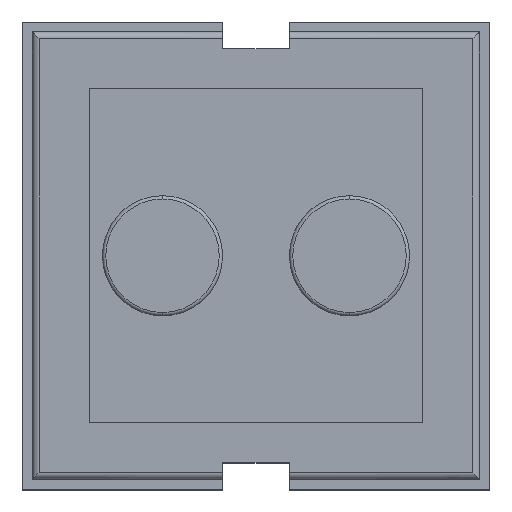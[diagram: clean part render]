
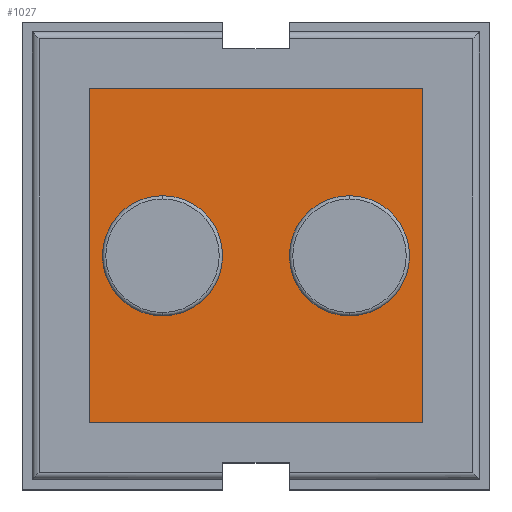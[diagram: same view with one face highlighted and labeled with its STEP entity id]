
A CAD part, top view. The second image highlights one B-rep face of the part: STEP entity #1027.
In plain terms, the highlighted planar face has unit normal (0, 0, 1).
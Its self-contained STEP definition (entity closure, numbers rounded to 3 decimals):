
#24 = VERTEX_POINT('',#25);
#25 = CARTESIAN_POINT('',(-1.4,-0.9,5.5));
#31 = EDGE_CURVE('',#32,#24,#34,.T.);
#32 = VERTEX_POINT('',#33);
#33 = CARTESIAN_POINT('',(-1.4,0.9,5.5));
#34 = CIRCLE('',#35,0.9);
#35 = AXIS2_PLACEMENT_3D('',#36,#37,#38);
#36 = CARTESIAN_POINT('',(-1.4,0.,5.5));
#37 = DIRECTION('',(-0.,0.,1.));
#38 = DIRECTION('',(0.,-1.,0.));
#66 = VERTEX_POINT('',#67);
#67 = CARTESIAN_POINT('',(1.4,-0.9,5.5));
#73 = EDGE_CURVE('',#74,#66,#76,.T.);
#74 = VERTEX_POINT('',#75);
#75 = CARTESIAN_POINT('',(1.4,0.9,5.5));
#76 = CIRCLE('',#77,0.9);
#77 = AXIS2_PLACEMENT_3D('',#78,#79,#80);
#78 = CARTESIAN_POINT('',(1.4,0.,5.5));
#79 = DIRECTION('',(-0.,0.,1.));
#80 = DIRECTION('',(0.,-1.,0.));
#1027 = ADVANCED_FACE('',(#1028,#1038,#1048),#1082,.T.);
#1028 = FACE_BOUND('',#1029,.T.);
#1029 = EDGE_LOOP('',(#1030,#1037));
#1030 = ORIENTED_EDGE('',*,*,#1031,.F.);
#1031 = EDGE_CURVE('',#24,#32,#1032,.T.);
#1032 = CIRCLE('',#1033,0.9);
#1033 = AXIS2_PLACEMENT_3D('',#1034,#1035,#1036);
#1034 = CARTESIAN_POINT('',(-1.4,0.,5.5));
#1035 = DIRECTION('',(-0.,0.,1.));
#1036 = DIRECTION('',(0.,-1.,0.));
#1037 = ORIENTED_EDGE('',*,*,#31,.F.);
#1038 = FACE_BOUND('',#1039,.T.);
#1039 = EDGE_LOOP('',(#1040,#1047));
#1040 = ORIENTED_EDGE('',*,*,#1041,.F.);
#1041 = EDGE_CURVE('',#66,#74,#1042,.T.);
#1042 = CIRCLE('',#1043,0.9);
#1043 = AXIS2_PLACEMENT_3D('',#1044,#1045,#1046);
#1044 = CARTESIAN_POINT('',(1.4,0.,5.5));
#1045 = DIRECTION('',(-0.,0.,1.));
#1046 = DIRECTION('',(0.,-1.,0.));
#1047 = ORIENTED_EDGE('',*,*,#73,.F.);
#1048 = FACE_BOUND('',#1049,.T.);
#1049 = EDGE_LOOP('',(#1050,#1060,#1068,#1076));
#1050 = ORIENTED_EDGE('',*,*,#1051,.T.);
#1051 = EDGE_CURVE('',#1052,#1054,#1056,.T.);
#1052 = VERTEX_POINT('',#1053);
#1053 = CARTESIAN_POINT('',(2.5,-2.5,5.5));
#1054 = VERTEX_POINT('',#1055);
#1055 = CARTESIAN_POINT('',(2.5,2.5,5.5));
#1056 = LINE('',#1057,#1058);
#1057 = CARTESIAN_POINT('',(2.5,-2.5,5.5));
#1058 = VECTOR('',#1059,1.);
#1059 = DIRECTION('',(0.,1.,0.));
#1060 = ORIENTED_EDGE('',*,*,#1061,.T.);
#1061 = EDGE_CURVE('',#1054,#1062,#1064,.T.);
#1062 = VERTEX_POINT('',#1063);
#1063 = CARTESIAN_POINT('',(-2.5,2.5,5.5));
#1064 = LINE('',#1065,#1066);
#1065 = CARTESIAN_POINT('',(2.5,2.5,5.5));
#1066 = VECTOR('',#1067,1.);
#1067 = DIRECTION('',(-1.,0.,0.));
#1068 = ORIENTED_EDGE('',*,*,#1069,.T.);
#1069 = EDGE_CURVE('',#1062,#1070,#1072,.T.);
#1070 = VERTEX_POINT('',#1071);
#1071 = CARTESIAN_POINT('',(-2.5,-2.5,5.5));
#1072 = LINE('',#1073,#1074);
#1073 = CARTESIAN_POINT('',(-2.5,2.5,5.5));
#1074 = VECTOR('',#1075,1.);
#1075 = DIRECTION('',(0.,-1.,0.));
#1076 = ORIENTED_EDGE('',*,*,#1077,.T.);
#1077 = EDGE_CURVE('',#1070,#1052,#1078,.T.);
#1078 = LINE('',#1079,#1080);
#1079 = CARTESIAN_POINT('',(-2.5,-2.5,5.5));
#1080 = VECTOR('',#1081,1.);
#1081 = DIRECTION('',(1.,0.,0.));
#1082 = PLANE('',#1083);
#1083 = AXIS2_PLACEMENT_3D('',#1084,#1085,#1086);
#1084 = CARTESIAN_POINT('',(0.,0.,5.5));
#1085 = DIRECTION('',(0.,0.,1.));
#1086 = DIRECTION('',(0.,-1.,0.));
